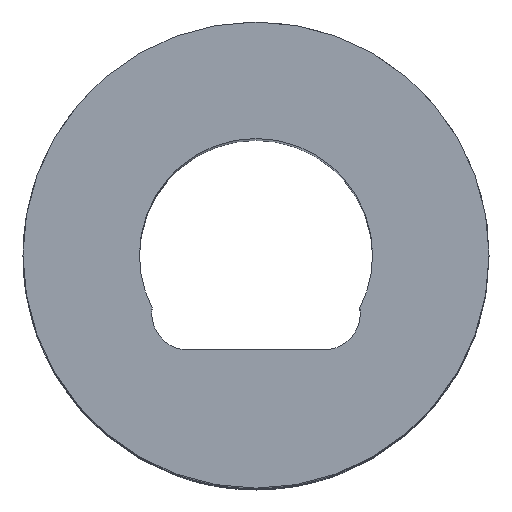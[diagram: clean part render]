
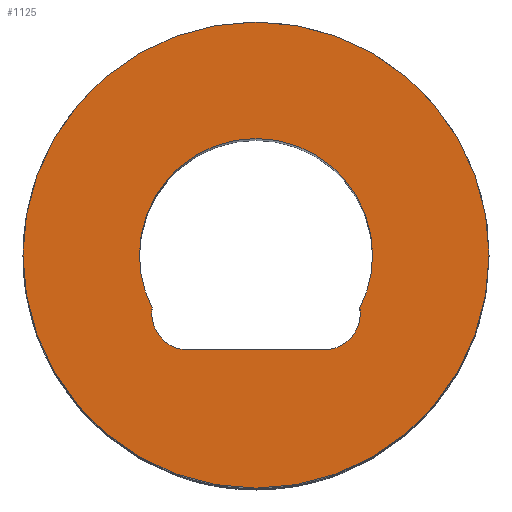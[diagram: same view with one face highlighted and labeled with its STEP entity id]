
A CAD part, top view. The second image highlights one B-rep face of the part: STEP entity #1125.
In plain terms, the highlighted planar face has unit normal (0, 0, 1).
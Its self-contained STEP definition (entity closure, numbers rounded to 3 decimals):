
#773 = CARTESIAN_POINT ( 'NONE',  ( 1.842, -1.586, 14.624 ) ) ;
#826 = CIRCLE ( 'NONE', #1284, 3.175 ) ;
#1055 = CARTESIAN_POINT ( 'NONE',  ( -6.35, 0., 14.624 ) ) ;
#1061 = DIRECTION ( 'NONE',  ( -1., 0., 0. ) ) ;
#1125 = ADVANCED_FACE ( 'NONE', ( #7916, #2025 ), #9811, .F. ) ;
#1284 = AXIS2_PLACEMENT_3D ( 'NONE', #3180, #5456, #6688 ) ;
#1312 = CARTESIAN_POINT ( 'NONE',  ( 6.35, 0., 14.624 ) ) ;
#1760 = VERTEX_POINT ( 'NONE', #1055 ) ;
#1907 = CARTESIAN_POINT ( 'NONE',  ( -1.842, -2.586, 14.624 ) ) ;
#1911 = ORIENTED_EDGE ( 'NONE', *, *, #12056, .F. ) ;
#2025 = FACE_OUTER_BOUND ( 'NONE', #3540, .T. ) ;
#2545 = CARTESIAN_POINT ( 'NONE',  ( -1.842, -1.586, 14.624 ) ) ;
#2591 = VERTEX_POINT ( 'NONE', #1312 ) ;
#3180 = CARTESIAN_POINT ( 'NONE',  ( 0., 0., 14.624 ) ) ;
#3251 = AXIS2_PLACEMENT_3D ( 'NONE', #13407, #13224, #6735 ) ;
#3540 = EDGE_LOOP ( 'NONE', ( #12996, #1911 ) ) ;
#3607 = CARTESIAN_POINT ( 'NONE',  ( 1.842, -2.586, 14.624 ) ) ;
#3904 = DIRECTION ( 'NONE',  ( 0., 0., -1. ) ) ;
#4093 = DIRECTION ( 'NONE',  ( -1., 0., 0. ) ) ;
#4965 = VERTEX_POINT ( 'NONE', #3607 ) ;
#5242 = CARTESIAN_POINT ( 'NONE',  ( 3.175, 0., 14.624 ) ) ;
#5456 = DIRECTION ( 'NONE',  ( 0., 0., -1. ) ) ;
#6003 = CARTESIAN_POINT ( 'NONE',  ( -1.842, -1.586, 14.624 ) ) ;
#6221 = DIRECTION ( 'NONE',  ( 0., 0., -1. ) ) ;
#6231 = CARTESIAN_POINT ( 'NONE',  ( 0., 0., 14.624 ) ) ;
#6265 = VERTEX_POINT ( 'NONE', #14399 ) ;
#6465 = DIRECTION ( 'NONE',  ( -1., 0., 0. ) ) ;
#6563 = CIRCLE ( 'NONE', #3251, 3.175 ) ;
#6688 = DIRECTION ( 'NONE',  ( -1., 0., 0. ) ) ;
#6735 = DIRECTION ( 'NONE',  ( -1., 0., 0. ) ) ;
#7392 = CARTESIAN_POINT ( 'NONE',  ( 2.831, -1.438, 14.624 ) ) ;
#7586 = CIRCLE ( 'NONE', #13996, 0.999 ) ;
#7773 = EDGE_CURVE ( 'NONE', #2591, #1760, #13564, .T. ) ;
#7916 = FACE_BOUND ( 'NONE', #14386, .T. ) ;
#8255 = AXIS2_PLACEMENT_3D ( 'NONE', #8487, #13957, #8391 ) ;
#8299 = AXIS2_PLACEMENT_3D ( 'NONE', #11941, #13132, #6465 ) ;
#8391 = DIRECTION ( 'NONE',  ( -1., 0., 0. ) ) ;
#8464 = ORIENTED_EDGE ( 'NONE', *, *, #8608, .T. ) ;
#8487 = CARTESIAN_POINT ( 'NONE',  ( 0., 0., 14.624 ) ) ;
#8608 = EDGE_CURVE ( 'NONE', #6265, #10003, #14275, .T. ) ;
#8816 = ORIENTED_EDGE ( 'NONE', *, *, #14127, .T. ) ;
#8819 = LINE ( 'NONE', #11158, #12290 ) ;
#8833 = CIRCLE ( 'NONE', #10794, 0.999 ) ;
#8977 = CARTESIAN_POINT ( 'NONE',  ( -2.831, -1.438, 14.624 ) ) ;
#9627 = DIRECTION ( 'NONE',  ( 0., 0., -1. ) ) ;
#9811 = PLANE ( 'NONE',  #8299 ) ;
#9854 = CIRCLE ( 'NONE', #11730, 3.175 ) ;
#9927 = AXIS2_PLACEMENT_3D ( 'NONE', #6231, #3904, #11684 ) ;
#10003 = VERTEX_POINT ( 'NONE', #8977 ) ;
#10431 = DIRECTION ( 'NONE',  ( 0., 0., -1. ) ) ;
#10517 = VERTEX_POINT ( 'NONE', #7392 ) ;
#10783 = VERTEX_POINT ( 'NONE', #1907 ) ;
#10794 = AXIS2_PLACEMENT_3D ( 'NONE', #6003, #11499, #12725 ) ;
#11158 = CARTESIAN_POINT ( 'NONE',  ( 0., -2.586, 14.624 ) ) ;
#11302 = ORIENTED_EDGE ( 'NONE', *, *, #13190, .T. ) ;
#11387 = EDGE_CURVE ( 'NONE', #10783, #6265, #8833, .T. ) ;
#11499 = DIRECTION ( 'NONE',  ( 0., 0., -1. ) ) ;
#11684 = DIRECTION ( 'NONE',  ( -1., 0., 0. ) ) ;
#11730 = AXIS2_PLACEMENT_3D ( 'NONE', #13047, #9627, #12902 ) ;
#11903 = AXIS2_PLACEMENT_3D ( 'NONE', #2545, #10431, #12741 ) ;
#11928 = VERTEX_POINT ( 'NONE', #5242 ) ;
#11941 = CARTESIAN_POINT ( 'NONE',  ( 0., 0., 14.624 ) ) ;
#12015 = ORIENTED_EDGE ( 'NONE', *, *, #13013, .T. ) ;
#12056 = EDGE_CURVE ( 'NONE', #1760, #2591, #12474, .T. ) ;
#12290 = VECTOR ( 'NONE', #1061, 1000. ) ;
#12406 = CARTESIAN_POINT ( 'NONE',  ( -3.175, 0., 14.624 ) ) ;
#12474 = CIRCLE ( 'NONE', #8255, 6.35 ) ;
#12725 = DIRECTION ( 'NONE',  ( -1., 0., 0. ) ) ;
#12741 = DIRECTION ( 'NONE',  ( -1., 0., 0. ) ) ;
#12902 = DIRECTION ( 'NONE',  ( -1., 0., 0. ) ) ;
#12996 = ORIENTED_EDGE ( 'NONE', *, *, #7773, .F. ) ;
#13013 = EDGE_CURVE ( 'NONE', #4965, #10783, #8819, .T. ) ;
#13047 = CARTESIAN_POINT ( 'NONE',  ( 0., 0., 14.624 ) ) ;
#13132 = DIRECTION ( 'NONE',  ( 0., 0., -1. ) ) ;
#13185 = ORIENTED_EDGE ( 'NONE', *, *, #14170, .T. ) ;
#13186 = EDGE_CURVE ( 'NONE', #13378, #11928, #826, .T. ) ;
#13190 = EDGE_CURVE ( 'NONE', #11928, #10517, #6563, .T. ) ;
#13224 = DIRECTION ( 'NONE',  ( 0., 0., -1. ) ) ;
#13378 = VERTEX_POINT ( 'NONE', #12406 ) ;
#13407 = CARTESIAN_POINT ( 'NONE',  ( 0., 0., 14.624 ) ) ;
#13564 = CIRCLE ( 'NONE', #9927, 6.35 ) ;
#13758 = ORIENTED_EDGE ( 'NONE', *, *, #13186, .T. ) ;
#13953 = ORIENTED_EDGE ( 'NONE', *, *, #11387, .T. ) ;
#13957 = DIRECTION ( 'NONE',  ( 0., 0., -1. ) ) ;
#13996 = AXIS2_PLACEMENT_3D ( 'NONE', #773, #6221, #4093 ) ;
#14127 = EDGE_CURVE ( 'NONE', #10003, #13378, #9854, .T. ) ;
#14170 = EDGE_CURVE ( 'NONE', #10517, #4965, #7586, .T. ) ;
#14275 = CIRCLE ( 'NONE', #11903, 0.999 ) ;
#14386 = EDGE_LOOP ( 'NONE', ( #12015, #13953, #8464, #8816, #13758, #11302, #13185 ) ) ;
#14399 = CARTESIAN_POINT ( 'NONE',  ( -2.842, -1.586, 14.624 ) ) ;
